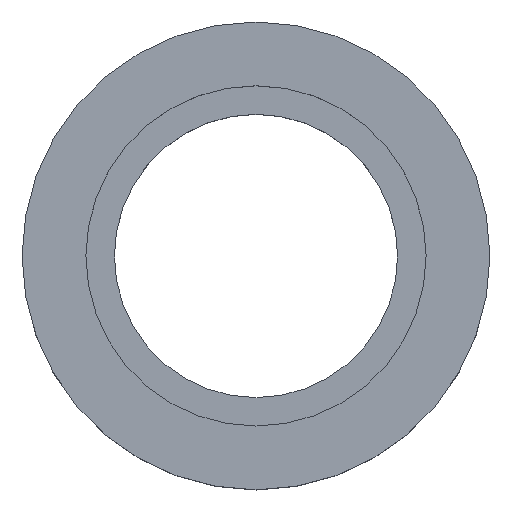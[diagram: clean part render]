
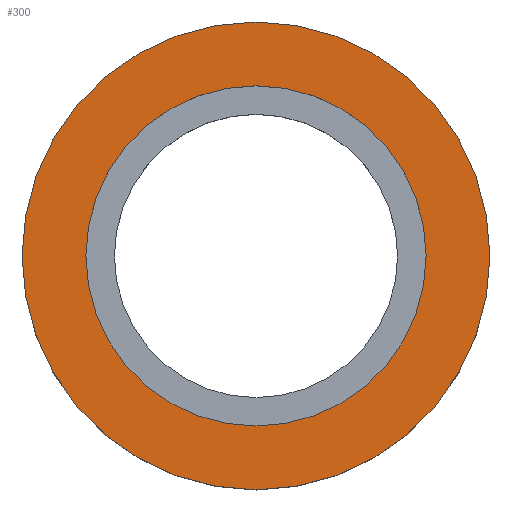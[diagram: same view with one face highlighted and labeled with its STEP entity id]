
A CAD part, top view. The second image highlights one B-rep face of the part: STEP entity #300.
In plain terms, the highlighted planar face has unit normal (0, 0, 1).
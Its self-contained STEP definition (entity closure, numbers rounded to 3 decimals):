
#256 = VERTEX_POINT('',#257);
#257 = CARTESIAN_POINT('',(4.,0.,1.1));
#263 = EDGE_CURVE('',#256,#256,#264,.T.);
#264 = CIRCLE('',#265,4.);
#265 = AXIS2_PLACEMENT_3D('',#266,#267,#268);
#266 = CARTESIAN_POINT('',(0.,0.,1.1)
  );
#267 = DIRECTION('',(0.,0.,1.));
#268 = DIRECTION('',(1.,0.,0.));
#281 = VERTEX_POINT('',#282);
#282 = CARTESIAN_POINT('',(0.,5.5,1.1));
#288 = EDGE_CURVE('',#281,#281,#289,.T.);
#289 = CIRCLE('',#290,5.5);
#290 = AXIS2_PLACEMENT_3D('',#291,#292,#293);
#291 = CARTESIAN_POINT('',(0.,0.,1.1));
#292 = DIRECTION('',(0.,0.,-1.));
#293 = DIRECTION('',(0.,1.,0.));
#300 = ADVANCED_FACE('',(#301,#304),#307,.T.);
#301 = FACE_BOUND('',#302,.F.);
#302 = EDGE_LOOP('',(#303));
#303 = ORIENTED_EDGE('',*,*,#288,.T.);
#304 = FACE_BOUND('',#305,.F.);
#305 = EDGE_LOOP('',(#306));
#306 = ORIENTED_EDGE('',*,*,#263,.T.);
#307 = PLANE('',#308);
#308 = AXIS2_PLACEMENT_3D('',#309,#310,#311);
#309 = CARTESIAN_POINT('',(0.,0.,1.1));
#310 = DIRECTION('',(0.,0.,1.));
#311 = DIRECTION('',(0.,-1.,0.));
